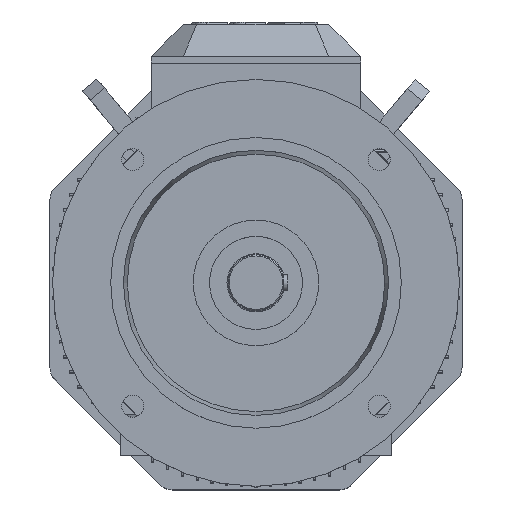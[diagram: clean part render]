
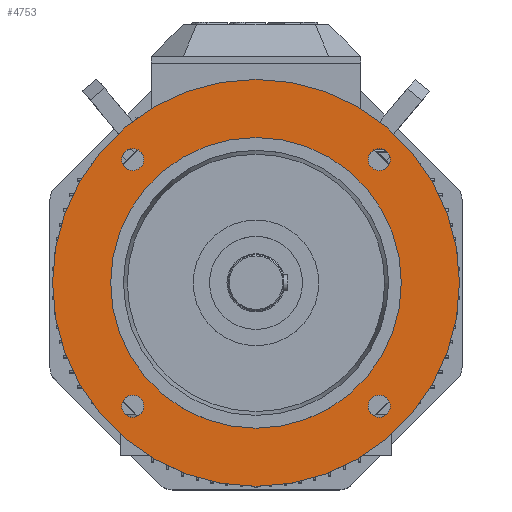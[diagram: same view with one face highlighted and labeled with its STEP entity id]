
A CAD part, top view. The second image highlights one B-rep face of the part: STEP entity #4753.
In plain terms, the highlighted planar face has unit normal (0, 0, 1).
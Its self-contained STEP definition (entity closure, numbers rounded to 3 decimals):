
#4248=CARTESIAN_POINT('',(0.,-125.0,88.));
#4249=VERTEX_POINT('',#4248);
#4250=CARTESIAN_POINT('',(0.,0.,88.));
#4251=DIRECTION('',(0.0,0.0,1.0));
#4252=DIRECTION('',(-0.559,-0.829,0.0));
#4253=AXIS2_PLACEMENT_3D('',#4250,#4251,#4252);
#4254=CIRCLE('',#4253,125.);
#4255=EDGE_CURVE('',#4249,#4249,#4254,.T.);
#4310=CARTESIAN_POINT('',(115.566,106.066,88.));
#4311=VERTEX_POINT('',#4310);
#4312=CARTESIAN_POINT('',(106.066,106.066,88.));
#4313=DIRECTION('',(0.0,0.0,1.));
#4314=DIRECTION('',(0.829,-0.559,0.0));
#4315=AXIS2_PLACEMENT_3D('',#4312,#4313,#4314);
#4316=CIRCLE('',#4315,9.5);
#4317=EDGE_CURVE('',#4311,#4311,#4316,.T.);
#4398=CARTESIAN_POINT('',(-106.066,115.566,88.));
#4399=VERTEX_POINT('',#4398);
#4400=CARTESIAN_POINT('',(-106.066,106.066,88.));
#4401=DIRECTION('',(0.0,0.0,1.0));
#4402=DIRECTION('',(0.559,0.829,0.0));
#4403=AXIS2_PLACEMENT_3D('',#4400,#4401,#4402);
#4404=CIRCLE('',#4403,9.5);
#4405=EDGE_CURVE('',#4399,#4399,#4404,.T.);
#4592=CARTESIAN_POINT('',(-115.566,-106.066,88.));
#4593=VERTEX_POINT('',#4592);
#4594=CARTESIAN_POINT('',(-106.066,-106.066,88.));
#4595=DIRECTION('',(0.0,0.0,1.0));
#4596=DIRECTION('',(-0.829,0.559,0.0));
#4597=AXIS2_PLACEMENT_3D('',#4594,#4595,#4596);
#4598=CIRCLE('',#4597,9.5);
#4599=EDGE_CURVE('',#4593,#4593,#4598,.T.);
#4656=CARTESIAN_POINT('',(106.066,-115.566,88.));
#4657=VERTEX_POINT('',#4656);
#4658=CARTESIAN_POINT('',(106.066,-106.066,88.));
#4659=DIRECTION('',(0.0,0.0,1.));
#4660=DIRECTION('',(-0.559,-0.829,0.0));
#4661=AXIS2_PLACEMENT_3D('',#4658,#4659,#4660);
#4662=CIRCLE('',#4661,9.5);
#4663=EDGE_CURVE('',#4657,#4657,#4662,.T.);
#4715=CARTESIAN_POINT('',(0.,-175.0,88.));
#4716=VERTEX_POINT('',#4715);
#4717=CARTESIAN_POINT('',(0.,0.,88.));
#4718=DIRECTION('',(0.0,0.0,-1.0));
#4719=DIRECTION('',(0.559,-0.829,0.0));
#4720=AXIS2_PLACEMENT_3D('',#4717,#4718,#4719);
#4721=CIRCLE('',#4720,175.);
#4722=EDGE_CURVE('',#4716,#4716,#4721,.T.);
#4730=CARTESIAN_POINT('',(0.0,-203.369,88.));
#4731=DIRECTION('',(0.0,0.0,1.0));
#4732=DIRECTION('',(1.0,0.0,0.0));
#4733=AXIS2_PLACEMENT_3D('',#4730,#4731,#4732);
#4734=PLANE('',#4733);
#4735=ORIENTED_EDGE('',*,*,#4722,.F.);
#4736=EDGE_LOOP('',(#4735));
#4737=FACE_OUTER_BOUND('',#4736,.T.);
#4738=ORIENTED_EDGE('',*,*,#4663,.F.);
#4739=EDGE_LOOP('',(#4738));
#4740=FACE_BOUND('',#4739,.T.);
#4741=ORIENTED_EDGE('',*,*,#4317,.F.);
#4742=EDGE_LOOP('',(#4741));
#4743=FACE_BOUND('',#4742,.T.);
#4744=ORIENTED_EDGE('',*,*,#4405,.F.);
#4745=EDGE_LOOP('',(#4744));
#4746=FACE_BOUND('',#4745,.T.);
#4747=ORIENTED_EDGE('',*,*,#4255,.F.);
#4748=EDGE_LOOP('',(#4747));
#4749=FACE_BOUND('',#4748,.T.);
#4750=ORIENTED_EDGE('',*,*,#4599,.F.);
#4751=EDGE_LOOP('',(#4750));
#4752=FACE_BOUND('',#4751,.T.);
#4753=ADVANCED_FACE('',(#4737,#4740,#4743,#4746,#4749,#4752),#4734,.T.);
